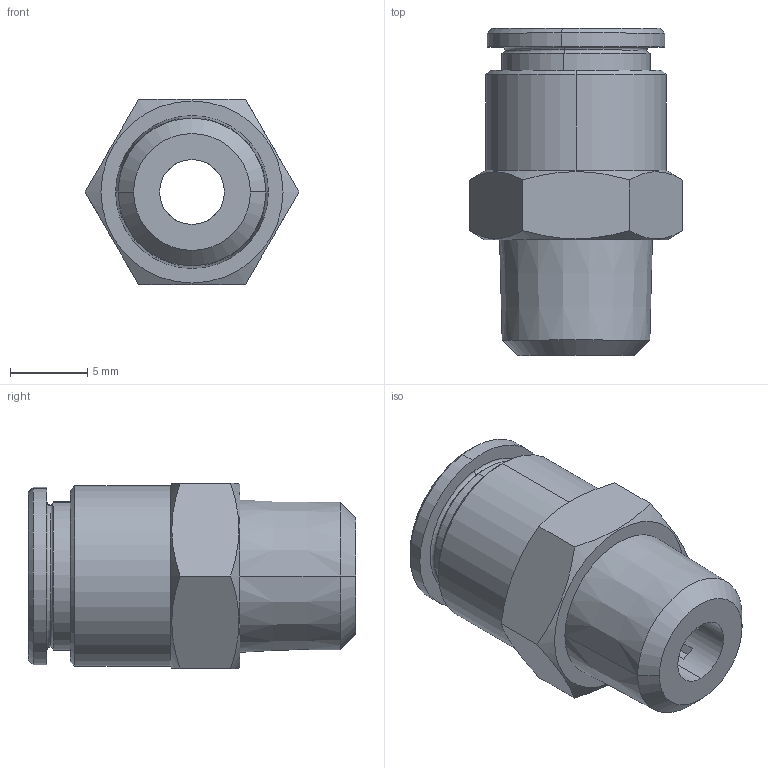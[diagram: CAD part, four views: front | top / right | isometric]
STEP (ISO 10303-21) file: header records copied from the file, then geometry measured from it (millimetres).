
FILE_DESCRIPTION (( 'STEP AP203' ), '1' );
FILE_NAME ('X0010031.STEP', '2010-09-21T07:35:58', ( '' ), ( 'sopra-pneumatic' ), 'SwSTEP 2.0', 'SolidWorks 2009', '' );
FILE_SCHEMA (( 'CONFIG_CONTROL_DESIGN' ));
Length unit declared in the file: millimetre
Products named in the file (1): X0010031
Bounding box: 13.86 x 21.2 x 12 mm (x, y, z)
Volume: 1469.7 mm3; surface area: 1351.6 mm2
Topology: 1 solids, 1 shells, 59 faces, 146 edges, 92 vertices
Faces by surface type: plane 29, cone 16, cylinder 10, torus 4
Entity records: 1921 total; most frequent: CARTESIAN_POINT 446, DIRECTION 294, ORIENTED_EDGE 292, EDGE_CURVE 146, AXIS2_PLACEMENT_3D 116, VERTEX_POINT 92, EDGE_LOOP 64, VECTOR 62
